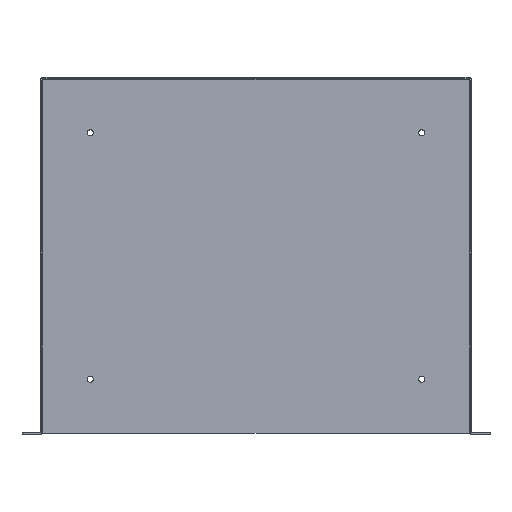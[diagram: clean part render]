
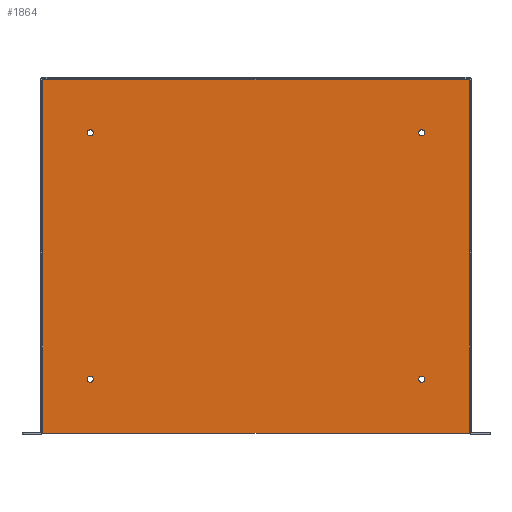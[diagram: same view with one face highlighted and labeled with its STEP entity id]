
A CAD part, top view. The second image highlights one B-rep face of the part: STEP entity #1864.
In plain terms, the highlighted planar face has unit normal (0, 0, -1).
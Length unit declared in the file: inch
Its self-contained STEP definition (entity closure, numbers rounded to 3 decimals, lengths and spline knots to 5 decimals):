
#86 = CIRCLE ( 'NONE', #191, 0.125 ) ;
#172 = DIRECTION ( 'NONE',  ( -1., 0., 0. ) ) ;
#188 = EDGE_CURVE ( 'NONE', #3343, #1171, #3223, .T. ) ;
#191 = AXIS2_PLACEMENT_3D ( 'NONE', #1343, #3266, #495 ) ;
#228 = VECTOR ( 'NONE', #172, 39.37008 ) ;
#269 = ORIENTED_EDGE ( 'NONE', *, *, #853, .T. ) ;
#301 = CIRCLE ( 'NONE', #3072, 0.125 ) ;
#309 = VERTEX_POINT ( 'NONE', #3550 ) ;
#364 = EDGE_CURVE ( 'NONE', #2165, #2165, #86, .T. ) ;
#366 = DIRECTION ( 'NONE',  ( 0., 0., -1. ) ) ;
#391 = CARTESIAN_POINT ( 'NONE',  ( 8.66423, 7.13573, 0.057 ) ) ;
#452 = ORIENTED_EDGE ( 'NONE', *, *, #364, .T. ) ;
#495 = DIRECTION ( 'NONE',  ( 1., 0., 0. ) ) ;
#535 = CIRCLE ( 'NONE', #648, 0.125 ) ;
#608 = VERTEX_POINT ( 'NONE', #860 ) ;
#618 = CARTESIAN_POINT ( 'NONE',  ( -8.75, 7.2215, 0.057 ) ) ;
#648 = AXIS2_PLACEMENT_3D ( 'NONE', #906, #3370, #3111 ) ;
#703 = AXIS2_PLACEMENT_3D ( 'NONE', #618, #366, #3151 ) ;
#709 = LINE ( 'NONE', #1538, #228 ) ;
#853 = EDGE_CURVE ( 'NONE', #309, #3343, #950, .T. ) ;
#860 = CARTESIAN_POINT ( 'NONE',  ( -6.609, -5.0285, 0.057 ) ) ;
#887 = VECTOR ( 'NONE', #2599, 39.37008 ) ;
#906 = CARTESIAN_POINT ( 'NONE',  ( 6.734, 4.9715, 0.057 ) ) ;
#940 = FACE_BOUND ( 'NONE', #2487, .T. ) ;
#941 = CARTESIAN_POINT ( 'NONE',  ( -8.664, -7.2215, 0.057 ) ) ;
#950 = LINE ( 'NONE', #1192, #887 ) ;
#1095 = CARTESIAN_POINT ( 'NONE',  ( 6.859, 4.9715, 0.057 ) ) ;
#1171 = VERTEX_POINT ( 'NONE', #2338 ) ;
#1192 = CARTESIAN_POINT ( 'NONE',  ( -8.75, 7.1355, 0.057 ) ) ;
#1201 = VERTEX_POINT ( 'NONE', #1968 ) ;
#1203 = ORIENTED_EDGE ( 'NONE', *, *, #1244, .T. ) ;
#1230 = FACE_BOUND ( 'NONE', #2805, .T. ) ;
#1244 = EDGE_CURVE ( 'NONE', #1469, #309, #3549, .T. ) ;
#1252 = DIRECTION ( 'NONE',  ( 0., -1., 0. ) ) ;
#1305 = DIRECTION ( 'NONE',  ( 0., 0., 1. ) ) ;
#1343 = CARTESIAN_POINT ( 'NONE',  ( 6.734, -5.0285, 0.057 ) ) ;
#1469 = VERTEX_POINT ( 'NONE', #941 ) ;
#1509 = DIRECTION ( 'NONE',  ( 0., 0., 1. ) ) ;
#1538 = CARTESIAN_POINT ( 'NONE',  ( -8.75, -7.2215, 0.057 ) ) ;
#1540 = DIRECTION ( 'NONE',  ( 1., 0., 0. ) ) ;
#1575 = CARTESIAN_POINT ( 'NONE',  ( -6.734, -5.0285, 0.057 ) ) ;
#1655 = DIRECTION ( 'NONE',  ( 1., 0., 0. ) ) ;
#1678 = VECTOR ( 'NONE', #2479, 39.37008 ) ;
#1735 = FACE_OUTER_BOUND ( 'NONE', #2932, .T. ) ;
#1864 = ADVANCED_FACE ( 'NONE', ( #1735, #1230, #940, #3441, #2839 ), #2052, .T. ) ;
#1910 = EDGE_CURVE ( 'NONE', #2469, #2469, #535, .T. ) ;
#1968 = CARTESIAN_POINT ( 'NONE',  ( -6.609, 4.9715, 0.057 ) ) ;
#2014 = EDGE_LOOP ( 'NONE', ( #452 ) ) ;
#2052 = PLANE ( 'NONE',  #703 ) ;
#2083 = EDGE_LOOP ( 'NONE', ( #3338 ) ) ;
#2165 = VERTEX_POINT ( 'NONE', #3269 ) ;
#2301 = ORIENTED_EDGE ( 'NONE', *, *, #3437, .T. ) ;
#2338 = CARTESIAN_POINT ( 'NONE',  ( 8.664, -7.2215, 0.057 ) ) ;
#2349 = EDGE_CURVE ( 'NONE', #1201, #1201, #301, .T. ) ;
#2469 = VERTEX_POINT ( 'NONE', #1095 ) ;
#2479 = DIRECTION ( 'NONE',  ( 0., 1., 0. ) ) ;
#2487 = EDGE_LOOP ( 'NONE', ( #3034 ) ) ;
#2599 = DIRECTION ( 'NONE',  ( 1., 0., 0. ) ) ;
#2805 = EDGE_LOOP ( 'NONE', ( #2301 ) ) ;
#2839 = FACE_BOUND ( 'NONE', #2083, .T. ) ;
#2842 = VECTOR ( 'NONE', #1252, 39.37008 ) ;
#2846 = ORIENTED_EDGE ( 'NONE', *, *, #3305, .T. ) ;
#2898 = CARTESIAN_POINT ( 'NONE',  ( 8.664, 7.2215, 0.057 ) ) ;
#2918 = CARTESIAN_POINT ( 'NONE',  ( -6.734, 4.9715, 0.057 ) ) ;
#2932 = EDGE_LOOP ( 'NONE', ( #269, #3105, #2846, #1203 ) ) ;
#2933 = CIRCLE ( 'NONE', #3227, 0.125 ) ;
#3034 = ORIENTED_EDGE ( 'NONE', *, *, #1910, .T. ) ;
#3072 = AXIS2_PLACEMENT_3D ( 'NONE', #2918, #1509, #1540 ) ;
#3105 = ORIENTED_EDGE ( 'NONE', *, *, #188, .T. ) ;
#3111 = DIRECTION ( 'NONE',  ( 1., 0., 0. ) ) ;
#3151 = DIRECTION ( 'NONE',  ( -1., 0., 0. ) ) ;
#3223 = LINE ( 'NONE', #2898, #2842 ) ;
#3227 = AXIS2_PLACEMENT_3D ( 'NONE', #1575, #1305, #1655 ) ;
#3239 = CARTESIAN_POINT ( 'NONE',  ( -8.664, 7.2215, 0.057 ) ) ;
#3266 = DIRECTION ( 'NONE',  ( 0., 0., 1. ) ) ;
#3269 = CARTESIAN_POINT ( 'NONE',  ( 6.859, -5.0285, 0.057 ) ) ;
#3305 = EDGE_CURVE ( 'NONE', #1171, #1469, #709, .T. ) ;
#3338 = ORIENTED_EDGE ( 'NONE', *, *, #2349, .T. ) ;
#3343 = VERTEX_POINT ( 'NONE', #391 ) ;
#3370 = DIRECTION ( 'NONE',  ( 0., 0., 1. ) ) ;
#3437 = EDGE_CURVE ( 'NONE', #608, #608, #2933, .T. ) ;
#3441 = FACE_BOUND ( 'NONE', #2014, .T. ) ;
#3549 = LINE ( 'NONE', #3239, #1678 ) ;
#3550 = CARTESIAN_POINT ( 'NONE',  ( -8.66423, 7.13573, 0.057 ) ) ;
